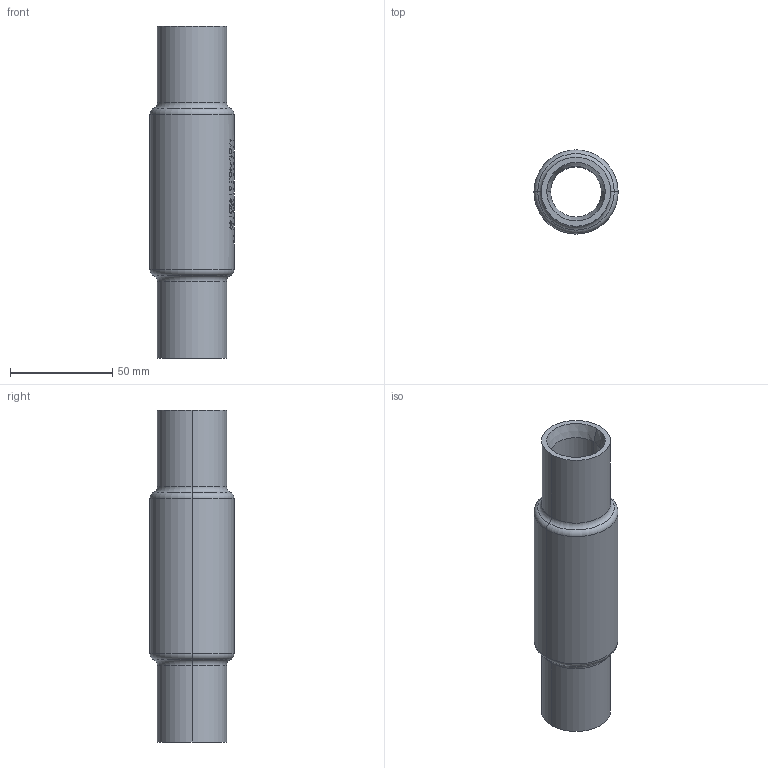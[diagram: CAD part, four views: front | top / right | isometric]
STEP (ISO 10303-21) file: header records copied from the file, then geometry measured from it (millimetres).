
FILE_DESCRIPTION (( 'STEP AP214' ), '1' );
FILE_NAME ('7110000_DN025_ PN16_51420149.STEP', '2022-02-25T09:45:59', ( 'axxx' ), ( 'Hewlett-Packard Company' ), 'SwSTEP 2.0', 'SolidWorks 2019', '' );
FILE_SCHEMA (( 'AUTOMOTIVE_DESIGN' ));
Length unit declared in the file: millimetre
Products named in the file (1): 7110000_DN025_ PN16_51420149
Bounding box: 41 x 41 x 162 mm (x, y, z)
Volume: 100105 mm3; surface area: 35341.9 mm2
Topology: 1 solids, 1 shells, 507 faces, 1361 edges, 902 vertices
Faces by surface type: plane 255, bspline 202, cylinder 38, torus 8, cone 4
Entity records: 27196 total; most frequent: CARTESIAN_POINT 15968, ORIENTED_EDGE 2722, DIRECTION 1599, EDGE_CURVE 1361, VERTEX_POINT 902, VECTOR 757, LINE 757, EDGE_LOOP 555
